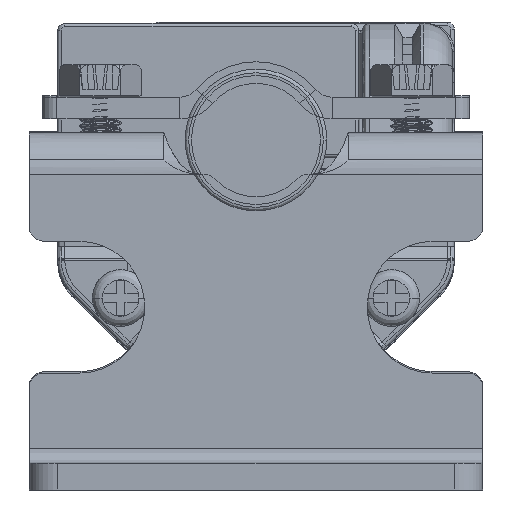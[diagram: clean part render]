
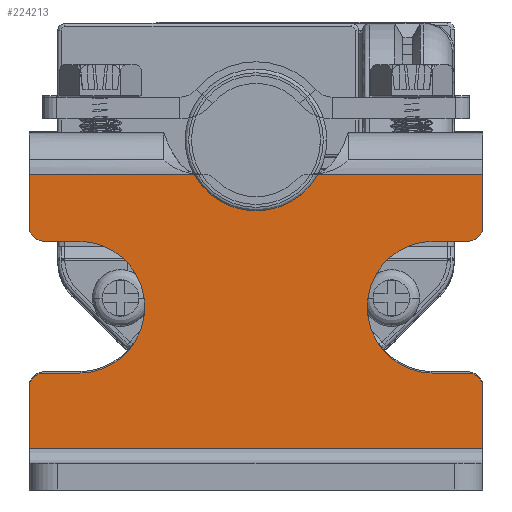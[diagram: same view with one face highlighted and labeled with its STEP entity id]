
A CAD part, front view. The second image highlights one B-rep face of the part: STEP entity #224213.
In plain terms, the highlighted planar face has unit normal (0, -1, 0).
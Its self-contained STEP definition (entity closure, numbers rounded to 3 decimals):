
#213671=CARTESIAN_POINT('',(-3.666,-1.9,21.3));
#213672=DIRECTION('',(0.,-1.,0.));
#213673=DIRECTION('',(0.733,0.,0.68));
#213674=AXIS2_PLACEMENT_3D('',#213671,#213672,#213673);
#213676=CARTESIAN_POINT('',(0.,-1.9,24.7));
#213677=DIRECTION('',(0.,1.,0.));
#213678=DIRECTION('',(0.733,0.,-0.68));
#213679=AXIS2_PLACEMENT_3D('',#213676,#213677,#213678);
#213681=CARTESIAN_POINT('',(3.666,-1.9,21.3));
#213682=DIRECTION('',(0.,-1.,0.));
#213683=DIRECTION('',(0.,0.,1.));
#213684=AXIS2_PLACEMENT_3D('',#213681,#213682,#213683);
#213686=DIRECTION('',(-1.,0.,0.));
#213687=VECTOR('',#213686,0.313);
#213688=CARTESIAN_POINT('',(3.979,-1.9,22.3));
#213689=LINE('',#213688,#213687);
#213690=CARTESIAN_POINT('',(15.,-1.9,18.55));
#213691=DIRECTION('',(0.,-1.,0.));
#213692=DIRECTION('',(0.,0.,-1.));
#213693=AXIS2_PLACEMENT_3D('',#213690,#213691,#213692);
#213695=DIRECTION('',(-1.,0.,0.));
#213696=VECTOR('',#213695,2.5);
#213697=CARTESIAN_POINT('',(15.,-1.9,17.55));
#213698=LINE('',#213697,#213696);
#213699=CARTESIAN_POINT('',(12.5,-1.9,12.9));
#213700=DIRECTION('',(0.,-1.,0.));
#213701=DIRECTION('',(0.,0.,1.));
#213702=AXIS2_PLACEMENT_3D('',#213699,#213700,#213701);
#213704=DIRECTION('',(-1.,0.,0.));
#213705=VECTOR('',#213704,2.5);
#213706=CARTESIAN_POINT('',(15.,-1.9,8.25));
#213707=LINE('',#213706,#213705);
#213708=CARTESIAN_POINT('',(15.,-1.9,7.25));
#213709=DIRECTION('',(0.,-1.,0.));
#213710=DIRECTION('',(1.,0.,0.));
#213711=AXIS2_PLACEMENT_3D('',#213708,#213709,#213710);
#213713=DIRECTION('',(1.,0.,0.));
#213714=VECTOR('',#213713,32.);
#213715=CARTESIAN_POINT('',(-16.,-1.9,2.9));
#213716=LINE('',#213715,#213714);
#213717=CARTESIAN_POINT('',(-15.,-1.9,7.25));
#213718=DIRECTION('',(0.,-1.,0.));
#213719=DIRECTION('',(0.,0.,1.));
#213720=AXIS2_PLACEMENT_3D('',#213717,#213718,#213719);
#213722=DIRECTION('',(1.,0.,0.));
#213723=VECTOR('',#213722,2.5);
#213724=CARTESIAN_POINT('',(-15.,-1.9,8.25));
#213725=LINE('',#213724,#213723);
#213726=CARTESIAN_POINT('',(-12.5,-1.9,12.9));
#213727=DIRECTION('',(0.,-1.,0.));
#213728=DIRECTION('',(0.,0.,-1.));
#213729=AXIS2_PLACEMENT_3D('',#213726,#213727,#213728);
#213731=DIRECTION('',(1.,0.,0.));
#213732=VECTOR('',#213731,2.5);
#213733=CARTESIAN_POINT('',(-15.,-1.9,17.55));
#213734=LINE('',#213733,#213732);
#213735=CARTESIAN_POINT('',(-15.,-1.9,18.55));
#213736=DIRECTION('',(0.,-1.,0.));
#213737=DIRECTION('',(-1.,0.,0.));
#213738=AXIS2_PLACEMENT_3D('',#213735,#213736,#213737);
#213740=DIRECTION('',(-1.,0.,0.));
#213741=VECTOR('',#213740,0.313);
#213742=CARTESIAN_POINT('',(-3.666,-1.9,22.3));
#213743=LINE('',#213742,#213741);
#213999=CARTESIAN_POINT('',(-3.979,-1.9,22.3));
#214001=DIRECTION('',(1.,0.,0.));
#214002=VECTOR('',#214001,12.021);
#214003=CARTESIAN_POINT('',(-16.,-1.9,22.3));
#214004=LINE('',#214003,#214002);
#214501=CARTESIAN_POINT('',(3.979,-1.9,22.3));
#214525=DIRECTION('',(1.,0.,0.));
#214526=VECTOR('',#214525,12.021);
#214527=CARTESIAN_POINT('',(3.979,-1.9,22.3));
#214528=LINE('',#214527,#214526);
#214549=DIRECTION('',(0.,0.,1.));
#214550=VECTOR('',#214549,3.75);
#214551=CARTESIAN_POINT('',(16.,-1.9,18.55));
#214552=LINE('',#214551,#214550);
#214585=DIRECTION('',(0.,0.,1.));
#214586=VECTOR('',#214585,4.35);
#214587=CARTESIAN_POINT('',(16.,-1.9,2.9));
#214588=LINE('',#214587,#214586);
#220626=DIRECTION('',(0.,0.,1.));
#220627=VECTOR('',#220626,3.75);
#220628=CARTESIAN_POINT('',(-16.,-1.9,18.55));
#220629=LINE('',#220628,#220627);
#220650=DIRECTION('',(0.,0.,1.));
#220651=VECTOR('',#220650,4.35);
#220652=CARTESIAN_POINT('',(-16.,-1.9,2.9));
#220653=LINE('',#220652,#220651);
#223199=CARTESIAN_POINT('',(12.5,-1.9,17.55));
#223200=CARTESIAN_POINT('',(12.5,-1.9,8.25));
#223201=VERTEX_POINT('',#223199);
#223202=VERTEX_POINT('',#223200);
#223203=CARTESIAN_POINT('',(-12.5,-1.9,8.25));
#223204=CARTESIAN_POINT('',(-12.5,-1.9,17.55));
#223205=VERTEX_POINT('',#223203);
#223206=VERTEX_POINT('',#223204);
#223231=CARTESIAN_POINT('',(16.,-1.9,7.25));
#223232=VERTEX_POINT('',#223231);
#223233=CARTESIAN_POINT('',(15.,-1.9,8.25));
#223234=VERTEX_POINT('',#223233);
#223239=CARTESIAN_POINT('',(15.,-1.9,17.55));
#223240=VERTEX_POINT('',#223239);
#223241=CARTESIAN_POINT('',(16.,-1.9,18.55));
#223242=VERTEX_POINT('',#223241);
#223247=CARTESIAN_POINT('',(-16.,-1.9,18.55));
#223248=VERTEX_POINT('',#223247);
#223249=CARTESIAN_POINT('',(-15.,-1.9,17.55));
#223250=VERTEX_POINT('',#223249);
#223255=CARTESIAN_POINT('',(-15.,-1.9,8.25));
#223256=VERTEX_POINT('',#223255);
#223257=CARTESIAN_POINT('',(-16.,-1.9,7.25));
#223258=VERTEX_POINT('',#223257);
#223267=CARTESIAN_POINT('',(-16.,-1.9,2.9));
#223268=VERTEX_POINT('',#223267);
#223269=CARTESIAN_POINT('',(-16.,-1.9,22.3));
#223270=VERTEX_POINT('',#223269);
#223271=CARTESIAN_POINT('',(16.,-1.9,2.9));
#223272=VERTEX_POINT('',#223271);
#223273=CARTESIAN_POINT('',(16.,-1.9,22.3));
#223274=VERTEX_POINT('',#223273);
#223365=VERTEX_POINT('',#213999);
#223366=VERTEX_POINT('',#214501);
#223375=CARTESIAN_POINT('',(-2.933,-1.9,21.98));
#223376=VERTEX_POINT('',#223375);
#223377=CARTESIAN_POINT('',(-3.666,-1.9,22.3));
#223378=VERTEX_POINT('',#223377);
#223383=CARTESIAN_POINT('',(3.666,-1.9,22.3));
#223384=VERTEX_POINT('',#223383);
#223385=CARTESIAN_POINT('',(2.933,-1.9,21.98));
#223386=VERTEX_POINT('',#223385);
#224163=CARTESIAN_POINT('',(-16.,-1.9,2.9));
#224164=DIRECTION('',(0.,1.,0.));
#224165=DIRECTION('',(0.,0.,1.));
#224166=AXIS2_PLACEMENT_3D('',#224163,#224164,#224165);
#224167=PLANE('',#224166);
#224169=ORIENTED_EDGE('',*,*,#224168,.F.);
#224171=ORIENTED_EDGE('',*,*,#224170,.F.);
#224173=ORIENTED_EDGE('',*,*,#224172,.F.);
#224175=ORIENTED_EDGE('',*,*,#224174,.F.);
#224177=ORIENTED_EDGE('',*,*,#224176,.T.);
#224179=ORIENTED_EDGE('',*,*,#224178,.F.);
#224181=ORIENTED_EDGE('',*,*,#224180,.F.);
#224183=ORIENTED_EDGE('',*,*,#224182,.T.);
#224185=ORIENTED_EDGE('',*,*,#224184,.T.);
#224187=ORIENTED_EDGE('',*,*,#224186,.F.);
#224189=ORIENTED_EDGE('',*,*,#224188,.F.);
#224191=ORIENTED_EDGE('',*,*,#224190,.F.);
#224192=ORIENTED_EDGE('',*,*,#224156,.F.);
#224194=ORIENTED_EDGE('',*,*,#224193,.T.);
#224196=ORIENTED_EDGE('',*,*,#224195,.F.);
#224198=ORIENTED_EDGE('',*,*,#224197,.T.);
#224200=ORIENTED_EDGE('',*,*,#224199,.T.);
#224202=ORIENTED_EDGE('',*,*,#224201,.F.);
#224204=ORIENTED_EDGE('',*,*,#224203,.F.);
#224206=ORIENTED_EDGE('',*,*,#224205,.T.);
#224208=ORIENTED_EDGE('',*,*,#224207,.T.);
#224210=ORIENTED_EDGE('',*,*,#224209,.F.);
#224211=EDGE_LOOP('',(#224169,#224171,#224173,#224175,#224177,#224179,#224181,
#224183,#224185,#224187,#224189,#224191,#224192,#224194,#224196,#224198,#224200,
#224202,#224204,#224206,#224208,#224210));
#224212=FACE_OUTER_BOUND('',#224211,.F.);
#224213=ADVANCED_FACE('',(#224212),#224167,.F.);
#213675=CIRCLE('',#213674,1.);
#213680=CIRCLE('',#213679,4.);
#213685=CIRCLE('',#213684,1.);
#213694=CIRCLE('',#213693,1.);
#213703=CIRCLE('',#213702,4.65);
#213712=CIRCLE('',#213711,1.);
#213721=CIRCLE('',#213720,1.);
#213730=CIRCLE('',#213729,4.65);
#213739=CIRCLE('',#213738,1.);
#224156=EDGE_CURVE('',#223268,#223272,#213716,.T.);
#224168=EDGE_CURVE('',#223376,#223378,#213675,.T.);
#224170=EDGE_CURVE('',#223386,#223376,#213680,.T.);
#224172=EDGE_CURVE('',#223384,#223386,#213685,.T.);
#224174=EDGE_CURVE('',#223366,#223384,#213689,.T.);
#224176=EDGE_CURVE('',#223366,#223274,#214528,.T.);
#224178=EDGE_CURVE('',#223242,#223274,#214552,.T.);
#224180=EDGE_CURVE('',#223240,#223242,#213694,.T.);
#224182=EDGE_CURVE('',#223240,#223201,#213698,.T.);
#224184=EDGE_CURVE('',#223201,#223202,#213703,.T.);
#224186=EDGE_CURVE('',#223234,#223202,#213707,.T.);
#224188=EDGE_CURVE('',#223232,#223234,#213712,.T.);
#224190=EDGE_CURVE('',#223272,#223232,#214588,.T.);
#224193=EDGE_CURVE('',#223268,#223258,#220653,.T.);
#224195=EDGE_CURVE('',#223256,#223258,#213721,.T.);
#224197=EDGE_CURVE('',#223256,#223205,#213725,.T.);
#224199=EDGE_CURVE('',#223205,#223206,#213730,.T.);
#224201=EDGE_CURVE('',#223250,#223206,#213734,.T.);
#224203=EDGE_CURVE('',#223248,#223250,#213739,.T.);
#224205=EDGE_CURVE('',#223248,#223270,#220629,.T.);
#224207=EDGE_CURVE('',#223270,#223365,#214004,.T.);
#224209=EDGE_CURVE('',#223378,#223365,#213743,.T.);
